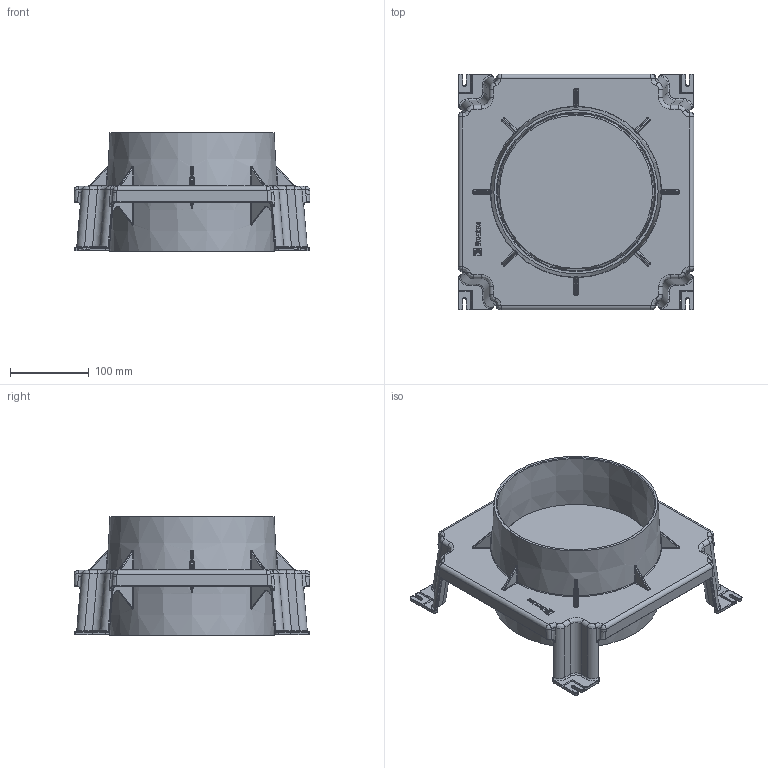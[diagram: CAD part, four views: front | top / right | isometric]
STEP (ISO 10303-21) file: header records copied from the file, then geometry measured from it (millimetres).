
FILE_DESCRIPTION((''),'2;1');
FILE_NAME('KOS_3.stp','2014-12-01T16:20:25',('se-jenboh'),(''),'Autodesk Inventor 2013','Autodesk Inventor 2013','');
FILE_SCHEMA(('AUTOMOTIVE_DESIGN { 1 0 10303 214 1 1 1 1 }'));
Length unit declared in the file: millimetre
Products named in the file (1): 100-024704
Bounding box: 299.97 x 299.97 x 150.5 mm (x, y, z)
Volume: 1106136.7 mm3; surface area: 453193.8 mm2
Topology: 1 solids, 1 shells, 1924 faces, 5070 edges, 3137 vertices
Faces by surface type: plane 945, bspline 558, cylinder 349, sphere 48, cone 12, torus 12
Entity records: 68050 total; most frequent: CARTESIAN_POINT 23669, ORIENTED_EDGE 9942, DIRECTION 7983, EDGE_CURVE 4971, VERTEX_POINT 3134, VECTOR 3009, LINE 3009, AXIS2_PLACEMENT_3D 2487
